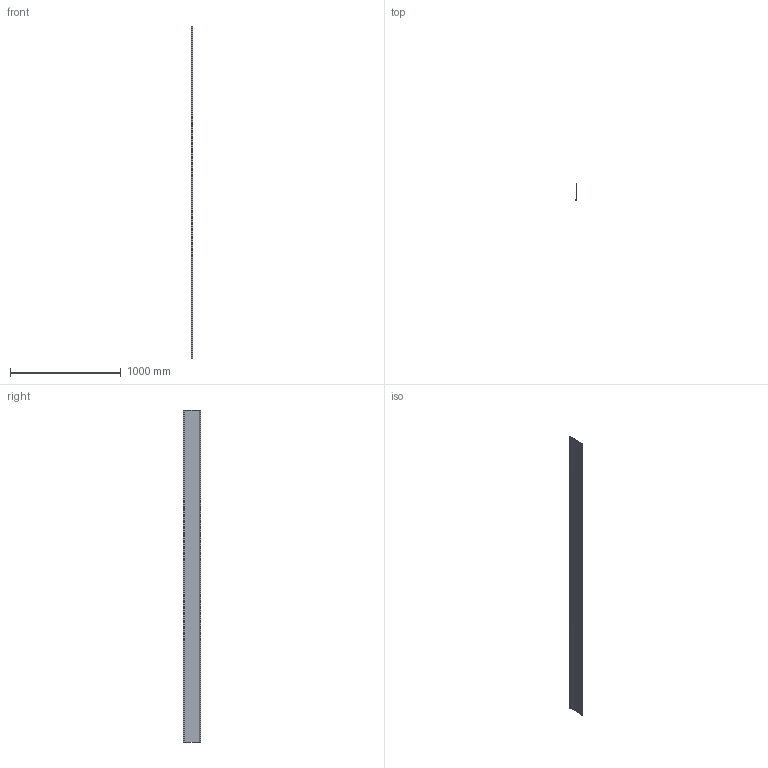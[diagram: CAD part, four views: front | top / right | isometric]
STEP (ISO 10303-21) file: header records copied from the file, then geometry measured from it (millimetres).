
FILE_DESCRIPTION(('STEP AP203'),'1');
FILE_NAME('SAFE08E1574.stp','2025-04-15T08:57:29',(' '),(' '),'Spatial InterOp 3D',' ',' ');
FILE_SCHEMA(('CONFIG_CONTROL_DESIGN'));
Length unit declared in the file: millimetre
Products named in the file (1): Flanc goulotte 160
Bounding box: 11.91 x 154 x 3000 mm (x, y, z)
Volume: 1213607.1 mm3; surface area: 1005296.6 mm2
Topology: 1 solids, 1 shells, 71 faces, 207 edges, 138 vertices
Faces by surface type: plane 50, cylinder 21
Entity records: 2465 total; most frequent: CARTESIAN_POINT 417, ORIENTED_EDGE 414, DIRECTION 393, EDGE_CURVE 207, LINE 165, VECTOR 165, VERTEX_POINT 138, AXIS2_PLACEMENT_3D 114
